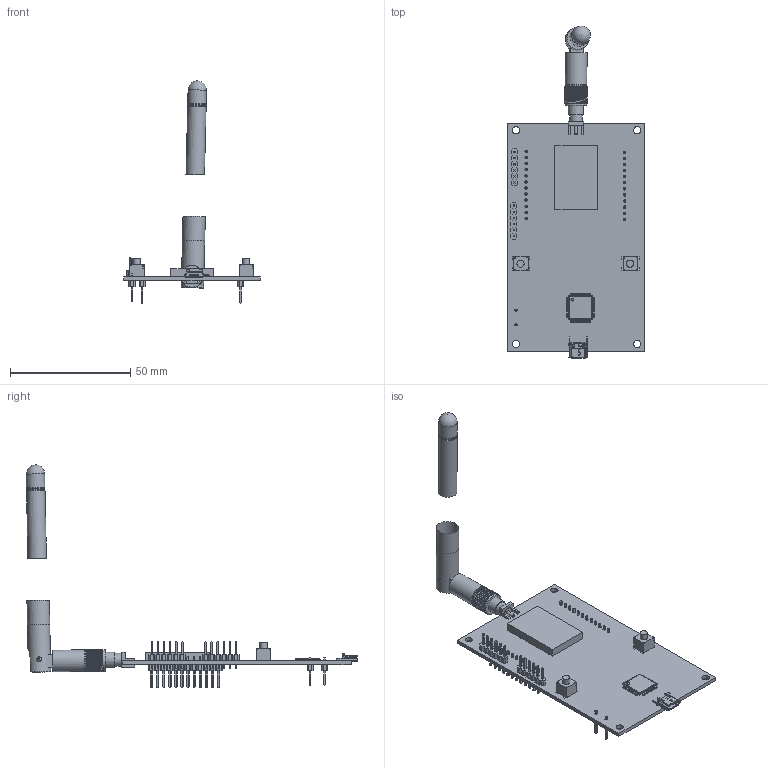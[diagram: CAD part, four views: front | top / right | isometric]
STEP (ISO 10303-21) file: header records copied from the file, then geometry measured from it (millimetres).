
FILE_DESCRIPTION(/* description */ (''),/* implementation_level */ '2;1');
FILE_NAME(/* name */ 'loramote v4.step',/* time_stamp */ '2021-08-30T12:53:39-05:00',/* author */ (''),/* organization */ (''),/* preprocessor_version */ 'ST-DEVELOPER v18.1',/* originating_system */ 'Autodesk Translation Framework v10.10.0.1391',/* authorisation */ '');
FILE_SCHEMA (('AUTOMOTIVE_DESIGN { 1 0 10303 214 3 1 1 }'));
Length unit declared in the file: millimetre
Products named in the file (18): loramote; Board; Packages; QFP80P1200X1200X120-44N; Body; PinsArrayLR; PinsArrayTB; RN2903AIRM105; Body (1); Pins; SAMTEC_SMA-J-P-H-ST-EM1; PTS645SK50JSMTR92LFS; Body (2); Pins (1); 1X06; 1X12; 1X01; GCT_USB3140-30-0230-1-C_REVE1
Assembly tree (21 placements, depth 4):
  loramote
    Board
    Packages
      QFP80P1200X1200X120-44N
        Body
        PinsArrayLR
        PinsArrayTB
      RN2903AIRM105
        Body (1)
        Pins
      SAMTEC_SMA-J-P-H-ST-EM1
      PTS645SK50JSMTR92LFS  x2
        Body (2)
        Pins (1)
      1X06  x2
      1X12  x2
      1X01  x2
      GCT_USB3140-30-0230-1-C_REVE1
Bounding box: 57 x 138.14 x 92.56 mm (x, y, z)
Volume: 17455.2 mm3; surface area: 20111.7 mm2
Topology: 123 solids, 123 shells, 2818 faces, 6839 edges, 4401 vertices
Faces by surface type: plane 2355, cylinder 433, cone 9, bspline 9, torus 9, sphere 3
Full cylindrical faces by diameter (mm): 0.4 x8, 0.92 x1, 1.016 x38, 1.25 x1, 1.27 x2, 2 x6, 3 x6, 4.1 x1, 4.25 x1, 4.63 x1, 5.35 x2, 5.4 x1, 5.8 x6, 6.33 x1, 7.1 x2, 7.7 x3, 9 x2, 9.3 x2
Entity records: 68362 total; most frequent: CARTESIAN_POINT 12050, ORIENTED_EDGE 11258, DIRECTION 11231, EDGE_CURVE 5629, LINE 4635, VECTOR 4635, VERTEX_POINT 3647, AXIS2_PLACEMENT_3D 3298
